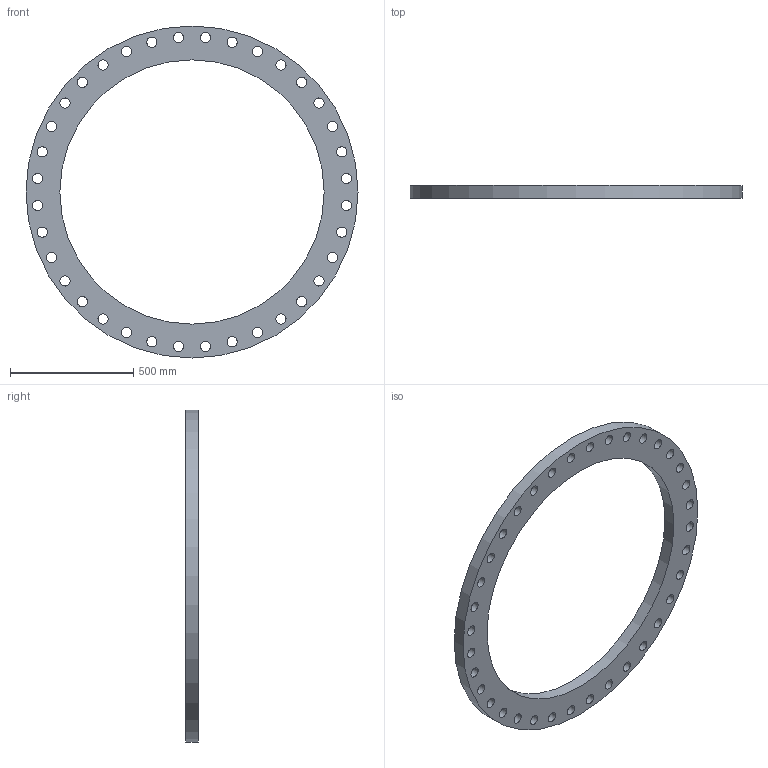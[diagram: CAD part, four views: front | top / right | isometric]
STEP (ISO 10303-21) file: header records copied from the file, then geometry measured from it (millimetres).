
FILE_DESCRIPTION(/* description */ (''),/* implementation_level */ '2;1');
FILE_NAME(/* name */ 'AWWA-C207-B42-B.stp',/* time_stamp */ '2023-11-03T14:18:45-04:00',/* author */ ('Admin'),/* organization */ (''),/* preprocessor_version */ 'ST-DEVELOPER v19',/* originating_system */ 'Autodesk Inventor 2023',/* authorisation */ '');
FILE_SCHEMA (('AUTOMOTIVE_DESIGN { 1 0 10303 214 3 1 1 }'));
Length unit declared in the file: inch
Products named in the file (1): AWWA-C207-B42-B
Bounding box: 1346.2 x 51.38 x 1346.2 mm (x, y, z)
Volume: 24316806.6 mm3; surface area: 1576641.7 mm2
Topology: 1 solids, 1 shells, 40 faces, 114 edges, 76 vertices
Faces by surface type: cylinder 38, plane 2
Full cylindrical faces by diameter (mm): 41.275 x36, 1071.626 x1, 1346.2 x1
Entity records: 1547 total; most frequent: DIRECTION 272, CARTESIAN_POINT 231, ORIENTED_EDGE 228, AXIS2_PLACEMENT_3D 117, EDGE_LOOP 114, EDGE_CURVE 114, CIRCLE 76, VERTEX_POINT 76
